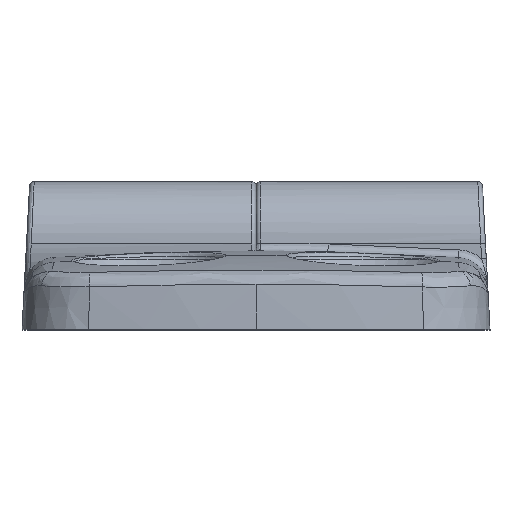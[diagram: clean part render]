
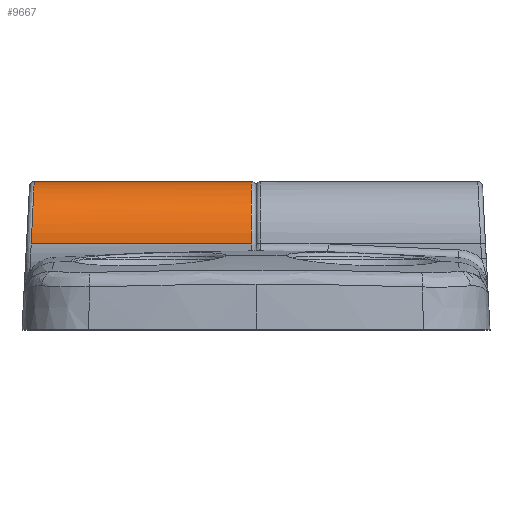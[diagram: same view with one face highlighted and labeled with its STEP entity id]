
A CAD part, top view. The second image highlights one B-rep face of the part: STEP entity #9667.
In plain terms, the highlighted cylindrical face has radius 4 mm (diameter 8 mm), a partial arc.
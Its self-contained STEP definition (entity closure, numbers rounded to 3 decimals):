
#296 = ORIENTED_EDGE ( 'NONE', *, *, #18882, .F. ) ;
#484 =( BOUNDED_CURVE ( )  B_SPLINE_CURVE ( 3, ( #8443, #2393, #1005, #618 ),
 .UNSPECIFIED., .F., .F. ) 
 B_SPLINE_CURVE_WITH_KNOTS ( ( 4, 4 ),
 ( 4.712, 6.283 ),
 .UNSPECIFIED. ) 
 CURVE ( )  GEOMETRIC_REPRESENTATION_ITEM ( )  RATIONAL_B_SPLINE_CURVE ( ( 1., 0.805, 0.805, 1. ) ) 
 REPRESENTATION_ITEM ( '' )  );
#618 = CARTESIAN_POINT ( 'NONE',  ( -14.217, 9.5, 0. ) ) ;
#1005 = CARTESIAN_POINT ( 'NONE',  ( -14.217, 9.5, 2.343 ) ) ;
#1067 = DIRECTION ( 'NONE',  ( 1., 0., 0. ) ) ;
#1174 = CARTESIAN_POINT ( 'NONE',  ( -4.623, 5.5, -4. ) ) ;
#2393 = CARTESIAN_POINT ( 'NONE',  ( -14.298, 7.843, 4. ) ) ;
#2736 = AXIS2_PLACEMENT_3D ( 'NONE', #12575, #3721, #14068 ) ;
#3022 = CARTESIAN_POINT ( 'NONE',  ( -0.3, 5.5, 4. ) ) ;
#3670 = ORIENTED_EDGE ( 'NONE', *, *, #12158, .T. ) ;
#3721 = DIRECTION ( 'NONE',  ( 1., 0., 0. ) ) ;
#4221 = CARTESIAN_POINT ( 'NONE',  ( -3.182, 5.53, -4. ) ) ;
#4563 = VECTOR ( 'NONE', #1067, 1000. ) ;
#5856 = ORIENTED_EDGE ( 'NONE', *, *, #11057, .F. ) ;
#5941 = VECTOR ( 'NONE', #7967, 1000. ) ;
#6276 = AXIS2_PLACEMENT_3D ( 'NONE', #15940, #14430, #7072 ) ;
#6893 = ORIENTED_EDGE ( 'NONE', *, *, #12629, .F. ) ;
#7072 = DIRECTION ( 'NONE',  ( 0., 0., 1. ) ) ;
#7217 = CARTESIAN_POINT ( 'NONE',  ( -0.3, 5.544, -4. ) ) ;
#7967 = DIRECTION ( 'NONE',  ( 1., 0., 0. ) ) ;
#8443 = CARTESIAN_POINT ( 'NONE',  ( -14.411, 5.5, 4. ) ) ;
#8502 = ORIENTED_EDGE ( 'NONE', *, *, #17884, .F. ) ;
#8640 = CARTESIAN_POINT ( 'NONE',  ( -4.623, 5.5, -4. ) ) ;
#8672 = CARTESIAN_POINT ( 'NONE',  ( -14.411, 5.5, -4. ) ) ;
#8845 = CARTESIAN_POINT ( 'NONE',  ( -14.217, 9.5, 0. ) ) ;
#9667 = ADVANCED_FACE ( 'NONE', ( #18464 ), #10597, .T. ) ;
#9846 = LINE ( 'NONE', #12360, #5941 ) ;
#10143 = VERTEX_POINT ( 'NONE', #1174 ) ;
#10368 = CARTESIAN_POINT ( 'NONE',  ( -14.411, 5.5, -4. ) ) ;
#10597 = CYLINDRICAL_SURFACE ( 'NONE', #6276, 4. ) ;
#10604 = VERTEX_POINT ( 'NONE', #8845 ) ;
#11057 = EDGE_CURVE ( 'NONE', #10604, #14189, #15330, .T. ) ;
#12158 = EDGE_CURVE ( 'NONE', #13221, #13533, #9846, .T. ) ;
#12360 = CARTESIAN_POINT ( 'NONE',  ( -15., 5.5, 4. ) ) ;
#12575 = CARTESIAN_POINT ( 'NONE',  ( -0.3, 5.5, 0. ) ) ;
#12619 = CIRCLE ( 'NONE', #2736, 4. ) ;
#12629 = EDGE_CURVE ( 'NONE', #15470, #13533, #12619, .T. ) ;
#12885 = CARTESIAN_POINT ( 'NONE',  ( -15., 5.5, -4. ) ) ;
#13221 = VERTEX_POINT ( 'NONE', #14864 ) ;
#13240 = CARTESIAN_POINT ( 'NONE',  ( -0.3, 5.544, -4. ) ) ;
#13286 = CARTESIAN_POINT ( 'NONE',  ( -14.217, 9.5, 0. ) ) ;
#13533 = VERTEX_POINT ( 'NONE', #3022 ) ;
#14068 = DIRECTION ( 'NONE',  ( 0., 0., -1. ) ) ;
#14189 = VERTEX_POINT ( 'NONE', #8672 ) ;
#14430 = DIRECTION ( 'NONE',  ( 1., 0., 0. ) ) ;
#14513 = EDGE_LOOP ( 'NONE', ( #296, #3670, #6893, #15250, #8502, #5856 ) ) ;
#14757 = CARTESIAN_POINT ( 'NONE',  ( -14.217, 9.5, -2.343 ) ) ;
#14864 = CARTESIAN_POINT ( 'NONE',  ( -14.411, 5.5, 4. ) ) ;
#15045 = B_SPLINE_CURVE_WITH_KNOTS ( 'NONE', 3,
 ( #8640, #4221, #16064, #7217 ),
 .UNSPECIFIED., .F., .F.,
 ( 4, 4 ),
 ( 0., 0.004 ),
 .UNSPECIFIED. ) ;
#15250 = ORIENTED_EDGE ( 'NONE', *, *, #15837, .F. ) ;
#15330 =( BOUNDED_CURVE ( )  B_SPLINE_CURVE ( 3, ( #13286, #14757, #19256, #10368 ),
 .UNSPECIFIED., .F., .F. ) 
 B_SPLINE_CURVE_WITH_KNOTS ( ( 4, 4 ),
 ( 0., 1.571 ),
 .UNSPECIFIED. ) 
 CURVE ( )  GEOMETRIC_REPRESENTATION_ITEM ( )  RATIONAL_B_SPLINE_CURVE ( ( 1., 0.805, 0.805, 1. ) ) 
 REPRESENTATION_ITEM ( '' )  );
#15470 = VERTEX_POINT ( 'NONE', #13240 ) ;
#15837 = EDGE_CURVE ( 'NONE', #10143, #15470, #15045, .T. ) ;
#15940 = CARTESIAN_POINT ( 'NONE',  ( -15., 5.5, 0. ) ) ;
#16064 = CARTESIAN_POINT ( 'NONE',  ( -1.741, 5.543, -4. ) ) ;
#16387 = LINE ( 'NONE', #12885, #4563 ) ;
#17884 = EDGE_CURVE ( 'NONE', #14189, #10143, #16387, .T. ) ;
#18464 = FACE_OUTER_BOUND ( 'NONE', #14513, .T. ) ;
#18882 = EDGE_CURVE ( 'NONE', #13221, #10604, #484, .T. ) ;
#19256 = CARTESIAN_POINT ( 'NONE',  ( -14.298, 7.843, -4. ) ) ;
